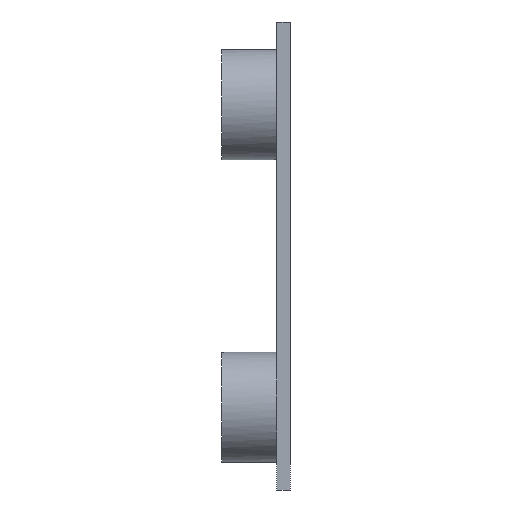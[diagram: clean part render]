
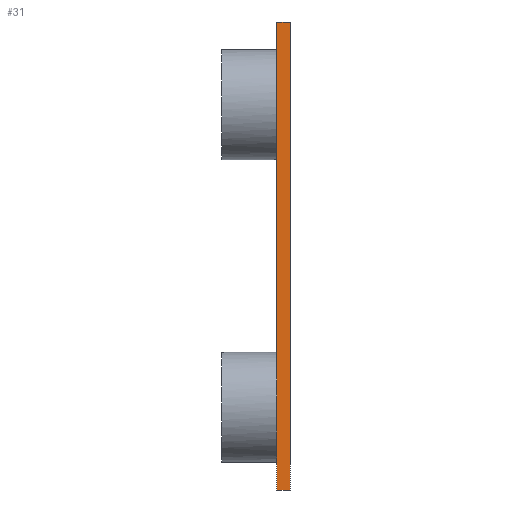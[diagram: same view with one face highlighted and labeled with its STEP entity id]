
A CAD part, left-side view. The second image highlights one B-rep face of the part: STEP entity #31.
In plain terms, the highlighted free-form (B-spline) face has degree [1, 1] with [2, 2] control points.
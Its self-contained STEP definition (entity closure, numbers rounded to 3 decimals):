
#31=ADVANCED_FACE('',(#51),#581,.T.);
#51=FACE_OUTER_BOUND('',#71,.T.);
#71=EDGE_LOOP('',(#114,#115,#116,#117));
#114=ORIENTED_EDGE('',*,*,#492,.T.);
#115=ORIENTED_EDGE('',*,*,#493,.T.);
#116=ORIENTED_EDGE('',*,*,#494,.T.);
#117=ORIENTED_EDGE('',*,*,#489,.F.);
#195=PCURVE('',#580,#279);
#198=PCURVE('',#581,#282);
#199=PCURVE('',#581,#283);
#200=PCURVE('',#581,#284);
#201=PCURVE('',#581,#285);
#205=PCURVE('',#582,#289);
#232=PCURVE('',#588,#316);
#241=PCURVE('',#589,#325);
#279=DEFINITIONAL_REPRESENTATION('',(#357),#1159);
#282=DEFINITIONAL_REPRESENTATION('',(#363),#1159);
#283=DEFINITIONAL_REPRESENTATION('',(#365),#1159);
#284=DEFINITIONAL_REPRESENTATION('',(#367),#1159);
#285=DEFINITIONAL_REPRESENTATION('',(#368),#1159);
#289=DEFINITIONAL_REPRESENTATION('',(#375),#1159);
#316=DEFINITIONAL_REPRESENTATION('',(#416),#1159);
#325=DEFINITIONAL_REPRESENTATION('',(#423),#1159);
#356=B_SPLINE_CURVE_WITH_KNOTS('',1,(#958,#959),.UNSPECIFIED.,.F.,.F.,(2,
2),(0.,1.),.UNSPECIFIED.);
#357=B_SPLINE_CURVE_WITH_KNOTS('',1,(#960,#961),.UNSPECIFIED.,.F.,.F.,(2,
2),(0.,1.),.UNSPECIFIED.);
#362=B_SPLINE_CURVE_WITH_KNOTS('',1,(#970,#971),.UNSPECIFIED.,.F.,.F.,(2,
2),(-114.,-76.),.UNSPECIFIED.);
#363=B_SPLINE_CURVE_WITH_KNOTS('',1,(#972,#973),.UNSPECIFIED.,.F.,.F.,(2,
2),(-114.,-76.),.UNSPECIFIED.);
#364=B_SPLINE_CURVE_WITH_KNOTS('',1,(#974,#975),.UNSPECIFIED.,.F.,.F.,(2,
2),(0.,1.),.UNSPECIFIED.);
#365=B_SPLINE_CURVE_WITH_KNOTS('',1,(#976,#977),.UNSPECIFIED.,.F.,.F.,(2,
2),(0.,1.),.UNSPECIFIED.);
#366=B_SPLINE_CURVE_WITH_KNOTS('',1,(#978,#979),.UNSPECIFIED.,.F.,.F.,(2,
2),(76.,114.),.UNSPECIFIED.);
#367=B_SPLINE_CURVE_WITH_KNOTS('',1,(#980,#981),.UNSPECIFIED.,.F.,.F.,(2,
2),(76.,114.),.UNSPECIFIED.);
#368=B_SPLINE_CURVE_WITH_KNOTS('',1,(#982,#983),.UNSPECIFIED.,.F.,.F.,(2,
2),(0.,1.),.UNSPECIFIED.);
#375=B_SPLINE_CURVE_WITH_KNOTS('',1,(#996,#997),.UNSPECIFIED.,.F.,.F.,(2,
2),(0.,1.),.UNSPECIFIED.);
#416=B_SPLINE_CURVE_WITH_KNOTS('',1,(#1092,#1093),.UNSPECIFIED.,.F.,.F.,
(2,2),(-114.,-76.),.UNSPECIFIED.);
#423=B_SPLINE_CURVE_WITH_KNOTS('',1,(#1121,#1122),.UNSPECIFIED.,.F.,.F.,
(2,2),(76.,114.),.UNSPECIFIED.);
#447=SURFACE_CURVE('',#356,(#195,#201),.PCURVE_S1.);
#450=SURFACE_CURVE('',#362,(#198,#232),.PCURVE_S1.);
#451=SURFACE_CURVE('',#364,(#199,#205),.PCURVE_S1.);
#452=SURFACE_CURVE('',#366,(#200,#241),.PCURVE_S1.);
#489=EDGE_CURVE('',#557,#558,#447,.T.);
#492=EDGE_CURVE('',#557,#560,#450,.T.);
#493=EDGE_CURVE('',#560,#561,#451,.T.);
#494=EDGE_CURVE('',#561,#558,#452,.T.);
#557=VERTEX_POINT('',#935);
#558=VERTEX_POINT('',#936);
#560=VERTEX_POINT('',#938);
#561=VERTEX_POINT('',#939);
#580=B_SPLINE_SURFACE_WITH_KNOTS('',1,1,((#874,#875),(#876,#877)),
 .UNSPECIFIED.,.F.,.F.,.F.,(2,2),(2,2),(-152.,-114.),(0.,1.),
 .UNSPECIFIED.);
#581=B_SPLINE_SURFACE_WITH_KNOTS('',1,1,((#878,#879),(#880,#881)),
 .UNSPECIFIED.,.F.,.F.,.F.,(2,2),(2,2),(-114.,-76.),(0.,1.),
 .UNSPECIFIED.);
#582=B_SPLINE_SURFACE_WITH_KNOTS('',1,1,((#882,#883),(#884,#885)),
 .UNSPECIFIED.,.F.,.F.,.F.,(2,2),(2,2),(-76.,-38.),(0.,1.),
 .UNSPECIFIED.);
#588=B_SPLINE_SURFACE_WITH_KNOTS('',1,1,((#916,#917),(#918,#919)),
 .UNSPECIFIED.,.F.,.F.,.F.,(2,2),(2,2),(-21.929,12.071),
(-21.929,12.071),.UNSPECIFIED.);
#589=B_SPLINE_SURFACE_WITH_KNOTS('',1,1,((#920,#921),(#922,#923)),
 .UNSPECIFIED.,.F.,.F.,.F.,(2,2),(2,2),(-21.929,12.071),
(-21.929,12.071),.UNSPECIFIED.);
#874=CARTESIAN_POINT('',(162.,-71.,-39.));
#875=CARTESIAN_POINT('',(162.,-70.,-39.));
#876=CARTESIAN_POINT('',(128.,-71.,-39.));
#877=CARTESIAN_POINT('',(128.,-70.,-39.));
#878=CARTESIAN_POINT('',(128.,-71.,-39.));
#879=CARTESIAN_POINT('',(128.,-70.,-39.));
#880=CARTESIAN_POINT('',(128.,-71.,-5.));
#881=CARTESIAN_POINT('',(128.,-70.,-5.));
#882=CARTESIAN_POINT('',(128.,-71.,-5.));
#883=CARTESIAN_POINT('',(128.,-70.,-5.));
#884=CARTESIAN_POINT('',(162.,-71.,-5.));
#885=CARTESIAN_POINT('',(162.,-70.,-5.));
#916=CARTESIAN_POINT('',(162.,-71.,-39.));
#917=CARTESIAN_POINT('',(128.,-71.,-39.));
#918=CARTESIAN_POINT('',(162.,-71.,-5.));
#919=CARTESIAN_POINT('',(128.,-71.,-5.));
#920=CARTESIAN_POINT('',(162.,-70.,-39.));
#921=CARTESIAN_POINT('',(162.,-70.,-5.));
#922=CARTESIAN_POINT('',(128.,-70.,-39.));
#923=CARTESIAN_POINT('',(128.,-70.,-5.));
#935=CARTESIAN_POINT('',(128.,-71.,-39.));
#936=CARTESIAN_POINT('',(128.,-70.,-39.));
#938=CARTESIAN_POINT('',(128.,-71.,-5.));
#939=CARTESIAN_POINT('',(128.,-70.,-5.));
#958=CARTESIAN_POINT('',(128.,-71.,-39.));
#959=CARTESIAN_POINT('',(128.,-70.,-39.));
#960=CARTESIAN_POINT('',(-114.,0.));
#961=CARTESIAN_POINT('',(-114.,1.));
#970=CARTESIAN_POINT('',(128.,-71.,-39.));
#971=CARTESIAN_POINT('',(128.,-71.,-5.));
#972=CARTESIAN_POINT('',(-114.,0.));
#973=CARTESIAN_POINT('',(-76.,0.));
#974=CARTESIAN_POINT('',(128.,-71.,-5.));
#975=CARTESIAN_POINT('',(128.,-70.,-5.));
#976=CARTESIAN_POINT('',(-76.,0.));
#977=CARTESIAN_POINT('',(-76.,1.));
#978=CARTESIAN_POINT('',(128.,-70.,-5.));
#979=CARTESIAN_POINT('',(128.,-70.,-39.));
#980=CARTESIAN_POINT('',(-76.,1.));
#981=CARTESIAN_POINT('',(-114.,1.));
#982=CARTESIAN_POINT('',(-114.,0.));
#983=CARTESIAN_POINT('',(-114.,1.));
#996=CARTESIAN_POINT('',(-76.,0.));
#997=CARTESIAN_POINT('',(-76.,1.));
#1092=CARTESIAN_POINT('',(-21.929,12.071));
#1093=CARTESIAN_POINT('',(12.071,12.071));
#1121=CARTESIAN_POINT('',(12.071,12.071));
#1122=CARTESIAN_POINT('',(12.071,-21.929));
#1159=(
GEOMETRIC_REPRESENTATION_CONTEXT(2)
PARAMETRIC_REPRESENTATION_CONTEXT()
REPRESENTATION_CONTEXT('pspace','')
);
